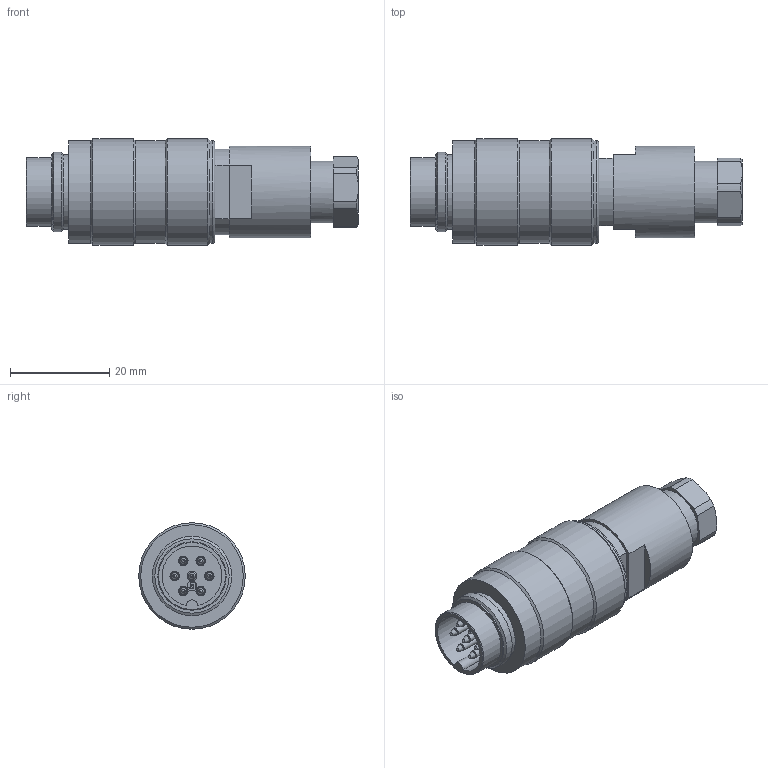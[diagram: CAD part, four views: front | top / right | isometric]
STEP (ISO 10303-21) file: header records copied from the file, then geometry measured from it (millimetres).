
FILE_DESCRIPTION(/* description */ (''),/* implementation_level */ '2;1');
FILE_NAME(/* name */ '09_0125_25_07_001_00.stp',/* time_stamp */ '2012-05-16T16:02:00+02:00',/* author */ (''),/* organization */ (''),/* preprocessor_version */ 'ST-DEVELOPER v11',/* originating_system */ 'SIEMENS UGS NX 6.0',/* authorisation */ '');
FILE_SCHEMA (('CONFIG_CONTROL_DESIGN'));
Length unit declared in the file: millimetre
Products named in the file (1): kborEBB23s77
Bounding box: 67 x 21.5 x 21.5 mm (x, y, z)
Volume: 17132.6 mm3; surface area: 5291.4 mm2
Topology: 1 solids, 1 shells, 116 faces, 264 edges, 167 vertices
Faces by surface type: plane 45, cylinder 29, cone 27, bspline 14, torus 1
Full cylindrical faces by diameter (mm): 1.49 x7, 2 x1, 12.5 x1, 13.8 x1, 15 x2, 16 x1, 18.5 x1, 20.7 x3, 21.5 x2
Entity records: 3254 total; most frequent: CARTESIAN_POINT 875, DIRECTION 488, ORIENTED_EDGE 386, AXIS2_PLACEMENT_3D 204, EDGE_CURVE 193, EDGE_LOOP 188, VERTEX_POINT 151, FACE_BOUND 136
